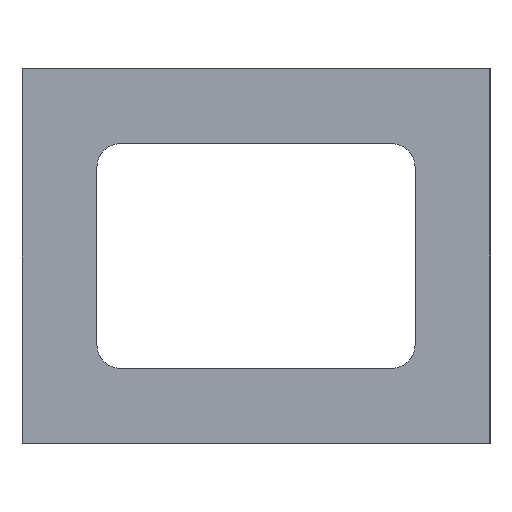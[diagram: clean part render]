
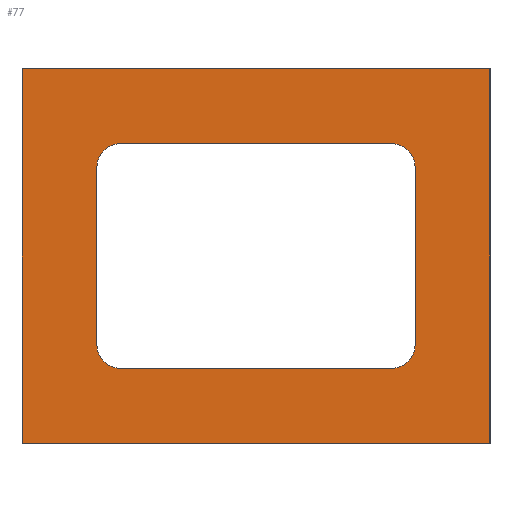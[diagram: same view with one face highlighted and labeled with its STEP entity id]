
A CAD part, left-side view. The second image highlights one B-rep face of the part: STEP entity #77.
In plain terms, the highlighted planar face has unit normal (-1, 0, 0).
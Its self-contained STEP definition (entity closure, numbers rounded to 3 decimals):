
#77 = ADVANCED_FACE( '', ( #94, #95 ), #96, .T. );
#94 = FACE_OUTER_BOUND( '', #124, .T. );
#95 = FACE_BOUND( '', #125, .T. );
#96 = PLANE( '', #126 );
#124 = EDGE_LOOP( '', ( #164, #165, #166, #167 ) );
#125 = EDGE_LOOP( '', ( #168, #169, #170, #171, #172, #173, #174, #175 ) );
#126 = AXIS2_PLACEMENT_3D( '', #176, #177, #178 );
#164 = ORIENTED_EDGE( '', *, *, #268, .F. );
#165 = ORIENTED_EDGE( '', *, *, #272, .F. );
#166 = ORIENTED_EDGE( '', *, *, #273, .F. );
#167 = ORIENTED_EDGE( '', *, *, #274, .F. );
#168 = ORIENTED_EDGE( '', *, *, #275, .T. );
#169 = ORIENTED_EDGE( '', *, *, #276, .T. );
#170 = ORIENTED_EDGE( '', *, *, #264, .T. );
#171 = ORIENTED_EDGE( '', *, *, #277, .T. );
#172 = ORIENTED_EDGE( '', *, *, #278, .T. );
#173 = ORIENTED_EDGE( '', *, *, #279, .T. );
#174 = ORIENTED_EDGE( '', *, *, #280, .T. );
#175 = ORIENTED_EDGE( '', *, *, #281, .T. );
#176 = CARTESIAN_POINT( '', ( -200., -50., 40. ) );
#177 = DIRECTION( '', ( -1., 0., 0. ) );
#178 = DIRECTION( '', ( 0., -1., 0. ) );
#264 = EDGE_CURVE( '', #300, #301, #302, .T. );
#268 = EDGE_CURVE( '', #308, #309, #310, .T. );
#272 = EDGE_CURVE( '', #316, #308, #317, .T. );
#273 = EDGE_CURVE( '', #318, #316, #319, .T. );
#274 = EDGE_CURVE( '', #309, #318, #320, .T. );
#275 = EDGE_CURVE( '', #321, #322, #323, .T. );
#276 = EDGE_CURVE( '', #322, #300, #324, .F. );
#277 = EDGE_CURVE( '', #301, #325, #326, .F. );
#278 = EDGE_CURVE( '', #325, #327, #328, .T. );
#279 = EDGE_CURVE( '', #327, #329, #330, .F. );
#280 = EDGE_CURVE( '', #329, #331, #332, .T. );
#281 = EDGE_CURVE( '', #331, #321, #333, .F. );
#300 = VERTEX_POINT( '', #360 );
#301 = VERTEX_POINT( '', #361 );
#302 = LINE( '', #362, #363 );
#308 = VERTEX_POINT( '', #372 );
#309 = VERTEX_POINT( '', #373 );
#310 = LINE( '', #374, #375 );
#316 = VERTEX_POINT( '', #384 );
#317 = LINE( '', #385, #386 );
#318 = VERTEX_POINT( '', #387 );
#319 = LINE( '', #388, #389 );
#320 = LINE( '', #390, #391 );
#321 = VERTEX_POINT( '', #392 );
#322 = VERTEX_POINT( '', #393 );
#323 = LINE( '', #394, #395 );
#324 = CIRCLE( '', #396, 5. );
#325 = VERTEX_POINT( '', #397 );
#326 = CIRCLE( '', #398, 5. );
#327 = VERTEX_POINT( '', #399 );
#328 = LINE( '', #400, #401 );
#329 = VERTEX_POINT( '', #402 );
#330 = CIRCLE( '', #403, 5. );
#331 = VERTEX_POINT( '', #404 );
#332 = LINE( '', #405, #406 );
#333 = CIRCLE( '', #407, 5. );
#360 = CARTESIAN_POINT( '', ( -200., 34., -19. ) );
#361 = CARTESIAN_POINT( '', ( -200., 34., 19. ) );
#362 = CARTESIAN_POINT( '', ( -200., 34., -24. ) );
#363 = VECTOR( '', #448, 1000. );
#372 = CARTESIAN_POINT( '', ( -200., -50., 40. ) );
#373 = CARTESIAN_POINT( '', ( -200., -50., -40. ) );
#374 = CARTESIAN_POINT( '', ( -200., -50., 40. ) );
#375 = VECTOR( '', #452, 1000. );
#384 = CARTESIAN_POINT( '', ( -200., 50., 40. ) );
#385 = CARTESIAN_POINT( '', ( -200., 50., 40. ) );
#386 = VECTOR( '', #456, 1000. );
#387 = CARTESIAN_POINT( '', ( -200., 50., -40. ) );
#388 = CARTESIAN_POINT( '', ( -200., 50., -40. ) );
#389 = VECTOR( '', #457, 1000. );
#390 = CARTESIAN_POINT( '', ( -200., -50., -40. ) );
#391 = VECTOR( '', #458, 1000. );
#392 = CARTESIAN_POINT( '', ( -200., -29., -24. ) );
#393 = CARTESIAN_POINT( '', ( -200., 29., -24. ) );
#394 = CARTESIAN_POINT( '', ( -200., -34., -24. ) );
#395 = VECTOR( '', #459, 1000. );
#396 = AXIS2_PLACEMENT_3D( '', #460, #461, #462 );
#397 = CARTESIAN_POINT( '', ( -200., 29., 24. ) );
#398 = AXIS2_PLACEMENT_3D( '', #463, #464, #465 );
#399 = CARTESIAN_POINT( '', ( -200., -29., 24. ) );
#400 = CARTESIAN_POINT( '', ( -200., 34., 24. ) );
#401 = VECTOR( '', #466, 1000. );
#402 = CARTESIAN_POINT( '', ( -200., -34., 19. ) );
#403 = AXIS2_PLACEMENT_3D( '', #467, #468, #469 );
#404 = CARTESIAN_POINT( '', ( -200., -34., -19. ) );
#405 = CARTESIAN_POINT( '', ( -200., -34., 24. ) );
#406 = VECTOR( '', #470, 1000. );
#407 = AXIS2_PLACEMENT_3D( '', #471, #472, #473 );
#448 = DIRECTION( '', ( 0., 0., 1. ) );
#452 = DIRECTION( '', ( 0., 0., -1. ) );
#456 = DIRECTION( '', ( 0., -1., 0. ) );
#457 = DIRECTION( '', ( 0., 0., 1. ) );
#458 = DIRECTION( '', ( 0., 1., 0. ) );
#459 = DIRECTION( '', ( 0., 1., 0. ) );
#460 = CARTESIAN_POINT( '', ( -200., 29., -19. ) );
#461 = DIRECTION( '', ( -1., 0., 0. ) );
#462 = DIRECTION( '', ( 0., -1., 0. ) );
#463 = CARTESIAN_POINT( '', ( -200., 29., 19. ) );
#464 = DIRECTION( '', ( -1., 0., 0. ) );
#465 = DIRECTION( '', ( 0., -1., 0. ) );
#466 = DIRECTION( '', ( 0., -1., 0. ) );
#467 = CARTESIAN_POINT( '', ( -200., -29., 19. ) );
#468 = DIRECTION( '', ( -1., 0., 0. ) );
#469 = DIRECTION( '', ( 0., -1., 0. ) );
#470 = DIRECTION( '', ( 0., 0., -1. ) );
#471 = CARTESIAN_POINT( '', ( -200., -29., -19. ) );
#472 = DIRECTION( '', ( -1., 0., 0. ) );
#473 = DIRECTION( '', ( 0., -1., 0. ) );
